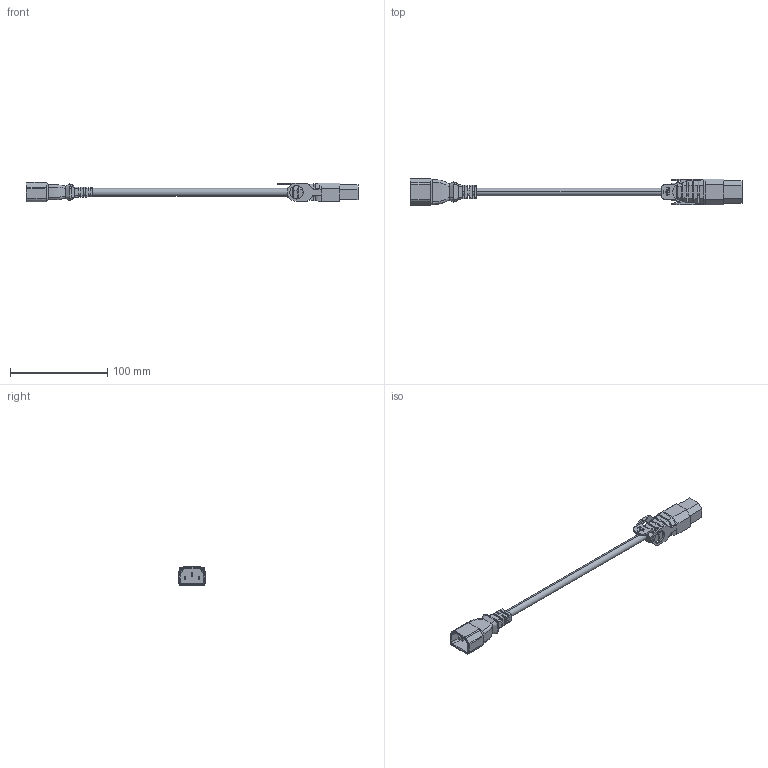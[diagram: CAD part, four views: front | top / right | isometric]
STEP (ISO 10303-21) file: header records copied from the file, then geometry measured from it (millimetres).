
FILE_DESCRIPTION (( 'STEP AP203' ), '1' );
FILE_NAME ('C13LPC14-10_3D.STEP', '2022-09-22T15:43:53', ( '' ), ( '' ), 'SwSTEP 2.0', 'SolidWorks 2021', '' );
FILE_SCHEMA (( 'CONFIG_CONTROL_DESIGN' ));
Length unit declared in the file: inch
Products named in the file (4): EN60320-C13-STR-LKG; SJT3x17_H05VVF3G1.0mm²_CORDAGE; EN60320 C14 Black; C13LPC14-10_3D
Assembly tree (3 placements, depth 2):
  C13LPC14-10_3D
    EN60320 C14 Black
    EN60320-C13-STR-LKG
    SJT3x17_H05VVF3G1.0mm²_CORDAGE
Bounding box: 340.67 x 27.28 x 19.91 mm (x, y, z)
Volume: 49985.8 mm3; surface area: 25793.8 mm2
Topology: 3 solids, 3 shells, 436 faces, 1226 edges, 800 vertices
Faces by surface type: plane 271, cylinder 88, bspline 65, torus 12
Entity records: 20430 total; most frequent: CARTESIAN_POINT 9295, ORIENTED_EDGE 2452, DIRECTION 1925, EDGE_CURVE 1226, VERTEX_POINT 800, LINE 783, VECTOR 783, AXIS2_PLACEMENT_3D 571
